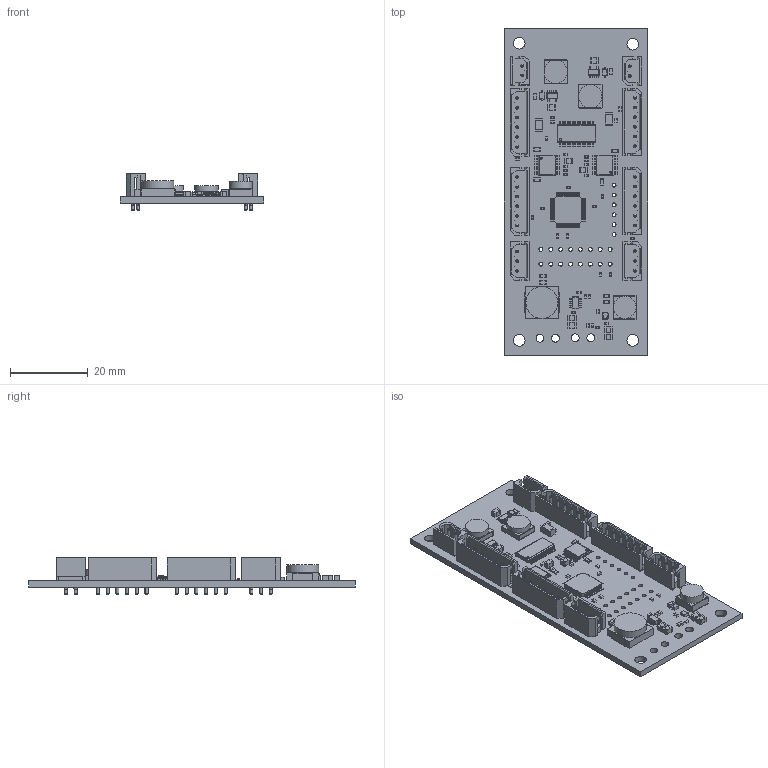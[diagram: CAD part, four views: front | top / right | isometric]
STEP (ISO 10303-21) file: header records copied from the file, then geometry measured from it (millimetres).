
FILE_DESCRIPTION(('Open CASCADE Model'),'2;1');
FILE_NAME('Open CASCADE Shape Model','2021-04-11T21:46:14',('Author'),( 'Open CASCADE'),'Open CASCADE STEP processor 6.8','Open CASCADE 6.8' ,'Unknown');
FILE_SCHEMA(('AUTOMOTIVE_DESIGN { 1 0 10303 214 1 1 1 1 }'));
Length unit declared in the file: millimetre
Products named in the file (193): PCB; Board; Open CASCADE STEP translator 6.8 1.1.1; U5; 5877204288; Body; Open_CASCADE_STEP_translator_6.8_9.1.1; Leader; R4; 6166909376; Extruded; 6166907696; U6; 6193868816; Open_CASCADE_STEP_translator_6.8_1.1; Open_CASCADE_STEP_translator_6.8_1.2.1; C18; 6248485632; 6248485232; C20; 6148379472; 6148378992; C19; C6; C5; U8; 8531378016; Open_CASCADE_STEP_translator_6.8_1.1.1; U7; 7089456848; U4; 6193861856; Open_CASCADE_STEP_translator_6.8_3.1; Open_CASCADE_STEP_translator_6.8_3.2.1; lead; U3; 5877210608; U2; 6193867216; Open_CASCADE_STEP_translator_6.8_10.1 ...
Assembly tree (458 placements, depth 5):
  PCB
    Board
      Open CASCADE STEP translator 6.8 1.1.1
    U5
      5877204288
        Body
          Open_CASCADE_STEP_translator_6.8_9.1.1
        Leader  x48
    R4
      6166909376  x2
        Extruded
      6166907696
        Extruded
    U6
      6193868816
        Open_CASCADE_STEP_translator_6.8_1.1
        Body
          Open_CASCADE_STEP_translator_6.8_1.2.1
        Leader  x16
    C18
      6248485632  x2
        Extruded
      6248485232
        Extruded
    C20
      6148379472  x2
        Extruded
      6148378992
        Extruded
    C19
      6148379472  x2
        Extruded
      6148378992
        Extruded
    C6
      6148379472  x2
        Extruded
      6148378992
        Extruded
    C5
      6148379472  x2
        Extruded
      6148378992
        Extruded
    U8
      8531378016
        Body
          Open_CASCADE_STEP_translator_6.8_1.1.1
        Leader  x5
    U7
      7089456848
        Body
          Open_CASCADE_STEP_translator_6.8_1.1.1
        Leader  x5
    U4
      6193861856
        Open_CASCADE_STEP_translator_6.8_3.1
        Body
          Open_CASCADE_STEP_translator_6.8_3.2.1
        lead  x6
Bounding box: 36.83 x 83.82 x 9.4 mm (x, y, z)
Volume: 7157 mm3; surface area: 13113.9 mm2
Topology: 334 solids, 338 shells, 5286 faces, 11034 edges, 6414 vertices
Faces by surface type: plane 4127, cylinder 873, bspline 208, sphere 78
Full cylindrical faces by diameter (mm): 0.163 x1, 0.562 x3, 0.7 x76, 0.9 x34, 1 x22, 2 x4, 3 x4, 5.8 x1, 6 x2, 8.18 x1
Entity records: 45126 total; most frequent: CARTESIAN_POINT 12665, DIRECTION 6285, ORIENTED_EDGE 5354, EDGE_CURVE 2679, AXIS2_PLACEMENT_3D 2240, LINE 1805, VECTOR 1805, VERTEX_POINT 1568
